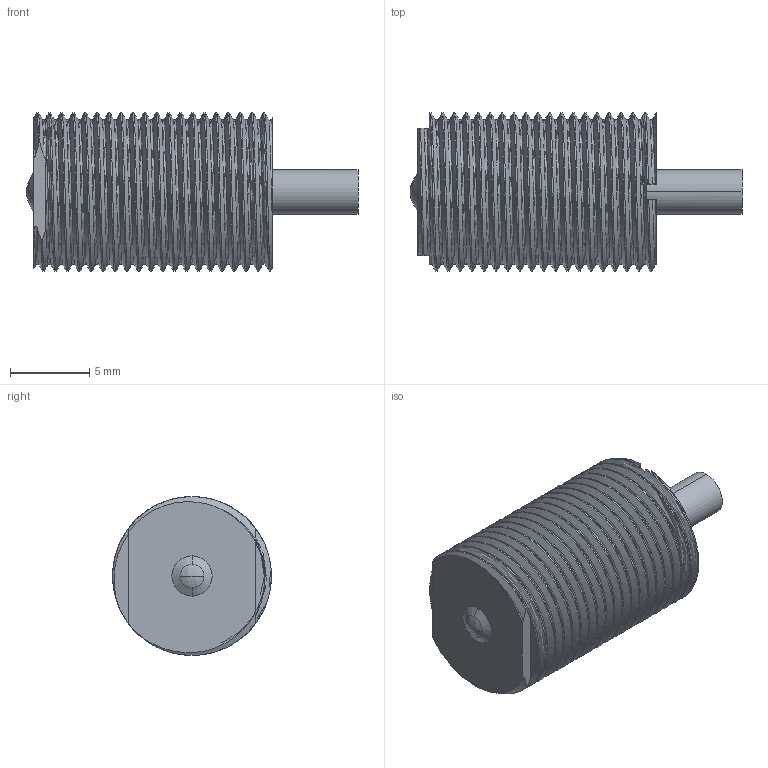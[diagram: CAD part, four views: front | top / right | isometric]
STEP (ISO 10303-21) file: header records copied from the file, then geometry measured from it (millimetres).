
FILE_DESCRIPTION (( 'STEP AP214' ), '1' );
FILE_NAME ('STM32A.STEP', '2024-07-10T15:27:09', ( '' ), ( '' ), 'SwSTEP 2.0', 'SolidWorks 2023', '' );
FILE_SCHEMA (( 'AUTOMOTIVE_DESIGN' ));
Length unit declared in the file: inch
Products named in the file (1): STM32A
Bounding box: 20.9 x 10 x 10 mm (x, y, z)
Volume: 1094.2 mm3; surface area: 946.5 mm2
Topology: 1 solids, 1 shells, 76 faces, 220 edges, 147 vertices
Faces by surface type: cylinder 44, bspline 16, plane 14, cone 2
Entity records: 16690 total; most frequent: CARTESIAN_POINT 15076, ORIENTED_EDGE 440, EDGE_CURVE 220, DIRECTION 217, VERTEX_POINT 147, EDGE_LOOP 77, FACE_OUTER_BOUND 76, ADVANCED_FACE 76
